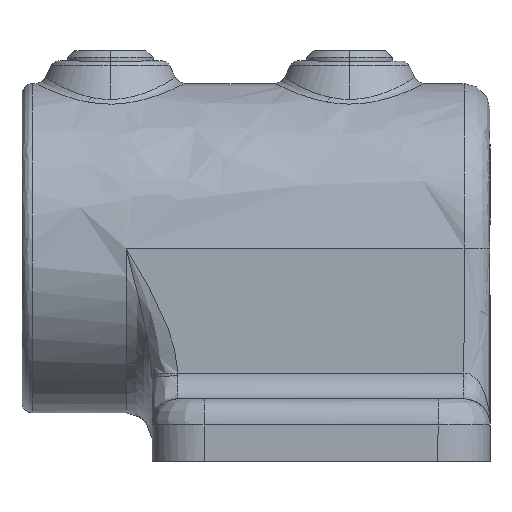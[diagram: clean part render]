
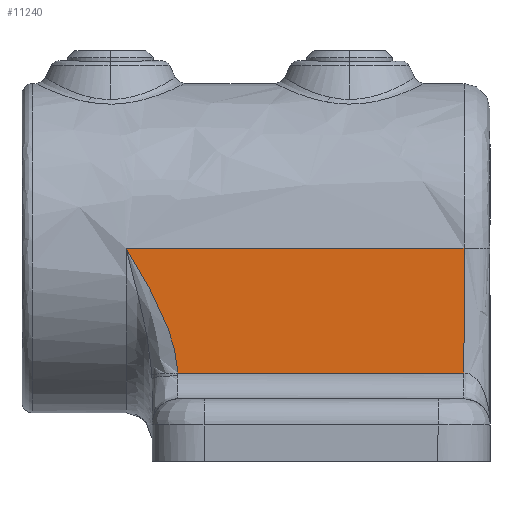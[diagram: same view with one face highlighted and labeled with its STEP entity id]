
A CAD part, left-side view. The second image highlights one B-rep face of the part: STEP entity #11240.
In plain terms, the highlighted free-form (B-spline) face has degree [1, 1] with [2, 2] control points.
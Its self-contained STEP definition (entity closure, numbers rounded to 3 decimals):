
#473 = CARTESIAN_POINT ( 'NONE',  ( -31.65, 30.174, 27.603 ) ) ;
#560 = CARTESIAN_POINT ( 'NONE',  ( -31.65, -27.5, 41. ) ) ;
#1326 = CARTESIAN_POINT ( 'NONE',  ( -31.65, 28.124, 21.34 ) ) ;
#1457 = CARTESIAN_POINT ( 'NONE',  ( -31.65, 27.825, 19.725 ) ) ;
#2248 = CARTESIAN_POINT ( 'NONE',  ( -31.65, 31.536, 30.58 ) ) ;
#2421 = CARTESIAN_POINT ( 'NONE',  ( -31.65, 29.385, 25.558 ) ) ;
#2452 = CARTESIAN_POINT ( 'NONE',  ( -31.65, -27.5, 41. ) ) ;
#2471 = CARTESIAN_POINT ( 'NONE',  ( -31.65, 37.89, 16.856 ) ) ;
#2557 = VERTEX_POINT ( 'NONE', #6862 ) ;
#2689 = FACE_OUTER_BOUND ( 'NONE', #6213, .T. ) ;
#2834 = CARTESIAN_POINT ( 'NONE',  ( -31.65, -27.5, 41. ) ) ;
#3103 = EDGE_CURVE ( 'NONE', #6371, #5333, #8907, .T. ) ;
#3254 = CARTESIAN_POINT ( 'NONE',  ( -31.65, 33.049, 33.479 ) ) ;
#3301 = CARTESIAN_POINT ( 'NONE',  ( -31.65, 36.929, 40.067 ) ) ;
#3344 = CARTESIAN_POINT ( 'NONE',  ( -31.65, 29.576, 26.073 ) ) ;
#3379 = CARTESIAN_POINT ( 'NONE',  ( -31.65, -27.5, 17. ) ) ;
#4219 = CARTESIAN_POINT ( 'NONE',  ( -31.65, 33.581, 34.432 ) ) ;
#4299 = CARTESIAN_POINT ( 'NONE',  ( -31.65, 28.385, 22.406 ) ) ;
#4349 = CARTESIAN_POINT ( 'NONE',  ( -31.65, 37.89, 41. ) ) ;
#4772 = CARTESIAN_POINT ( 'NONE',  ( -31.65, -27.5, 17. ) ) ;
#4955 = B_SPLINE_CURVE_WITH_KNOTS ( 'NONE', 1,
 ( #8263, #10141 ),
 .UNSPECIFIED., .F., .F.,
 ( 2, 2 ),
 ( -1., 0. ),
 .UNSPECIFIED. ) ;
#5078 = CARTESIAN_POINT ( 'NONE',  ( -31.65, 29.028, 24.517 ) ) ;
#5119 = CARTESIAN_POINT ( 'NONE',  ( -31.65, 32.027, 31.553 ) ) ;
#5159 = CARTESIAN_POINT ( 'NONE',  ( -31.65, 36.358, 39.135 ) ) ;
#5333 = VERTEX_POINT ( 'NONE', #12135 ) ;
#5661 = EDGE_CURVE ( 'NONE', #2557, #5333, #7777, .T. ) ;
#6073 = CARTESIAN_POINT ( 'NONE',  ( -31.65, 28.859, 23.991 ) ) ;
#6213 = EDGE_LOOP ( 'NONE', ( #9462, #11125, #11247, #12172 ) ) ;
#6371 = VERTEX_POINT ( 'NONE', #2452 ) ;
#6862 = CARTESIAN_POINT ( 'NONE',  ( -31.65, 27.515, 17. ) ) ;
#6986 = CARTESIAN_POINT ( 'NONE',  ( -31.65, 29.115, 24.778 ) ) ;
#7024 = CARTESIAN_POINT ( 'NONE',  ( -31.65, 37.5, 41. ) ) ;
#7107 = CARTESIAN_POINT ( 'NONE',  ( -31.65, 27.741, 19.184 ) ) ;
#7109 = B_SPLINE_SURFACE_WITH_KNOTS ( 'NONE', 1, 1, ( 
 ( #11884, #560 ),
 ( #2471, #4349 ) ),
 .UNSPECIFIED., .F., .F., .F.,
 ( 2, 2 ),
 ( 2, 2 ),
 ( 0., 1. ),
 ( 0., 1. ),
 .UNSPECIFIED. ) ;
#7777 = B_SPLINE_CURVE_WITH_KNOTS ( 'NONE', 3,
 ( #9845, #11827, #8010, #7107, #1457, #1326, #4299, #10794, #6073, #5078, #6986, #2421, #3344, #473, #10888, #2248, #5119, #3254, #4219, #11700, #9007, #5159, #3301, #7024 ),
 .UNSPECIFIED., .F., .F.,
 ( 4, 2, 2, 2, 2, 2, 2, 2, 2, 2, 2, 4 ),
 ( 0., 0.062, 0.125, 0.25, 0.281, 0.312, 0.375, 0.5, 0.625, 0.75, 0.875, 1. ),
 .UNSPECIFIED. ) ;
#8010 = CARTESIAN_POINT ( 'NONE',  ( -31.65, 27.609, 18.097 ) ) ;
#8263 = CARTESIAN_POINT ( 'NONE',  ( -31.65, -27.5, 41. ) ) ;
#8907 = B_SPLINE_CURVE_WITH_KNOTS ( 'NONE', 1,
 ( #2834, #9413 ),
 .UNSPECIFIED., .F., .F.,
 ( 2, 2 ),
 ( 0., 1. ),
 .UNSPECIFIED. ) ;
#9007 = CARTESIAN_POINT ( 'NONE',  ( -31.65, 35.228, 37.263 ) ) ;
#9052 = EDGE_CURVE ( 'NONE', #11868, #2557, #9644, .T. ) ;
#9413 = CARTESIAN_POINT ( 'NONE',  ( -31.65, 37.5, 41. ) ) ;
#9462 = ORIENTED_EDGE ( 'NONE', *, *, #5661, .F. ) ;
#9644 = B_SPLINE_CURVE_WITH_KNOTS ( 'NONE', 1,
 ( #3379, #10043 ),
 .UNSPECIFIED., .F., .F.,
 ( 2, 2 ),
 ( -1., 0. ),
 .UNSPECIFIED. ) ;
#9845 = CARTESIAN_POINT ( 'NONE',  ( -31.65, 27.515, 17. ) ) ;
#10043 = CARTESIAN_POINT ( 'NONE',  ( -31.65, 27.515, 17. ) ) ;
#10141 = CARTESIAN_POINT ( 'NONE',  ( -31.65, -27.5, 17. ) ) ;
#10794 = CARTESIAN_POINT ( 'NONE',  ( -31.65, 28.777, 23.727 ) ) ;
#10888 = CARTESIAN_POINT ( 'NONE',  ( -31.65, 30.61, 28.605 ) ) ;
#11125 = ORIENTED_EDGE ( 'NONE', *, *, #9052, .F. ) ;
#11240 = ADVANCED_FACE ( 'NONE', ( #2689 ), #7109, .F. ) ;
#11247 = ORIENTED_EDGE ( 'NONE', *, *, #11336, .F. ) ;
#11336 = EDGE_CURVE ( 'NONE', #6371, #11868, #4955, .T. ) ;
#11700 = CARTESIAN_POINT ( 'NONE',  ( -31.65, 34.67, 36.324 ) ) ;
#11827 = CARTESIAN_POINT ( 'NONE',  ( -31.65, 27.56, 17.55 ) ) ;
#11868 = VERTEX_POINT ( 'NONE', #4772 ) ;
#11884 = CARTESIAN_POINT ( 'NONE',  ( -31.65, -27.5, 16.856 ) ) ;
#12135 = CARTESIAN_POINT ( 'NONE',  ( -31.65, 37.5, 41. ) ) ;
#12172 = ORIENTED_EDGE ( 'NONE', *, *, #3103, .T. ) ;
